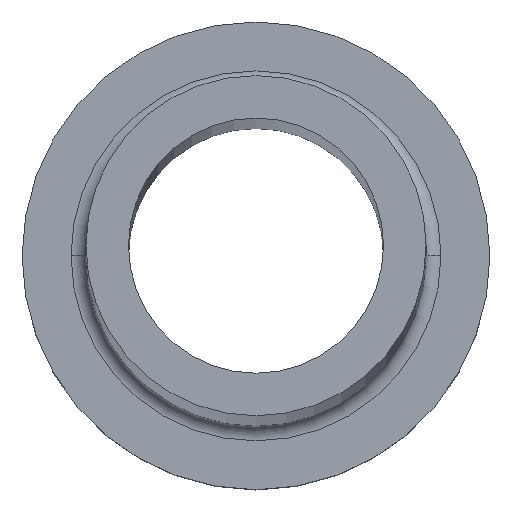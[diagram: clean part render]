
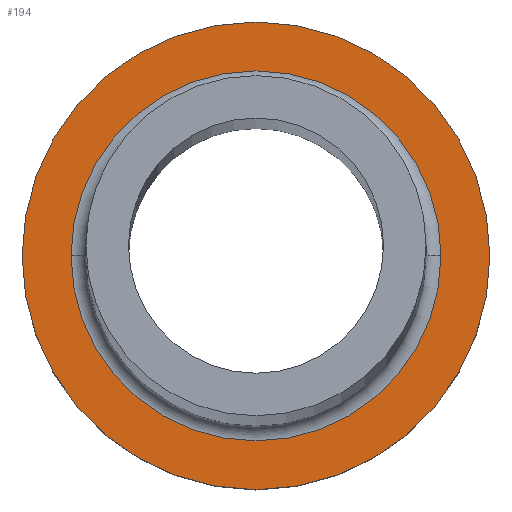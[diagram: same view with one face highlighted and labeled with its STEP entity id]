
A CAD part, top view. The second image highlights one B-rep face of the part: STEP entity #194.
In plain terms, the highlighted planar face has unit normal (0, 0, 1).
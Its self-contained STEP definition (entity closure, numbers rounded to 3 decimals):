
#3 = CARTESIAN_POINT ( 'NONE',  ( 8.7, 0., 7. ) ) ;
#12 = DIRECTION ( 'NONE',  ( 0., 0., -1. ) ) ;
#24 = AXIS2_PLACEMENT_3D ( 'NONE', #232, #12, #134 ) ;
#59 = DIRECTION ( 'NONE',  ( 1., 0., 0. ) ) ;
#73 = EDGE_LOOP ( 'NONE', ( #79, #157 ) ) ;
#79 = ORIENTED_EDGE ( 'NONE', *, *, #379, .T. ) ;
#83 = CIRCLE ( 'NONE', #181, 11. ) ;
#98 = DIRECTION ( 'NONE',  ( 1., 0., 0. ) ) ;
#104 = DIRECTION ( 'NONE',  ( 1., 0., 0. ) ) ;
#105 = VERTEX_POINT ( 'NONE', #307 ) ;
#109 = DIRECTION ( 'NONE',  ( 0., 0., 1. ) ) ;
#124 = AXIS2_PLACEMENT_3D ( 'NONE', #128, #245, #98 ) ;
#125 = FACE_BOUND ( 'NONE', #167, .T. ) ;
#128 = CARTESIAN_POINT ( 'NONE',  ( 0., 0., 7. ) ) ;
#134 = DIRECTION ( 'NONE',  ( 1., 0., 0. ) ) ;
#136 = CARTESIAN_POINT ( 'NONE',  ( 0., 0., 7. ) ) ;
#142 = CARTESIAN_POINT ( 'NONE',  ( 0., 0., 7. ) ) ;
#154 = DIRECTION ( 'NONE',  ( 0., 0., 1. ) ) ;
#157 = ORIENTED_EDGE ( 'NONE', *, *, #326, .T. ) ;
#160 = VERTEX_POINT ( 'NONE', #291 ) ;
#165 = ORIENTED_EDGE ( 'NONE', *, *, #350, .T. ) ;
#167 = EDGE_LOOP ( 'NONE', ( #165, #244 ) ) ;
#181 = AXIS2_PLACEMENT_3D ( 'NONE', #136, #277, #104 ) ;
#187 = CIRCLE ( 'NONE', #193, 11. ) ;
#193 = AXIS2_PLACEMENT_3D ( 'NONE', #142, #109, #273 ) ;
#194 = ADVANCED_FACE ( 'NONE', ( #125, #295 ), #319, .T. ) ;
#232 = CARTESIAN_POINT ( 'NONE',  ( 0., 0., 7. ) ) ;
#244 = ORIENTED_EDGE ( 'NONE', *, *, #313, .T. ) ;
#245 = DIRECTION ( 'NONE',  ( 0., 0., -1. ) ) ;
#248 = VERTEX_POINT ( 'NONE', #324 ) ;
#273 = DIRECTION ( 'NONE',  ( 1., 0., 0. ) ) ;
#274 = VERTEX_POINT ( 'NONE', #3 ) ;
#277 = DIRECTION ( 'NONE',  ( 0., 0., 1. ) ) ;
#291 = CARTESIAN_POINT ( 'NONE',  ( -11., 0., 7. ) ) ;
#295 = FACE_OUTER_BOUND ( 'NONE', #73, .T. ) ;
#307 = CARTESIAN_POINT ( 'NONE',  ( -8.7, 0., 7. ) ) ;
#309 = CIRCLE ( 'NONE', #24, 8.7 ) ;
#313 = EDGE_CURVE ( 'NONE', #105, #274, #353, .T. ) ;
#319 = PLANE ( 'NONE',  #374 ) ;
#324 = CARTESIAN_POINT ( 'NONE',  ( 11., 0., 7. ) ) ;
#326 = EDGE_CURVE ( 'NONE', #248, #160, #187, .T. ) ;
#350 = EDGE_CURVE ( 'NONE', #274, #105, #309, .T. ) ;
#353 = CIRCLE ( 'NONE', #124, 8.7 ) ;
#360 = CARTESIAN_POINT ( 'NONE',  ( 0., 0., 7. ) ) ;
#374 = AXIS2_PLACEMENT_3D ( 'NONE', #360, #154, #59 ) ;
#379 = EDGE_CURVE ( 'NONE', #160, #248, #83, .T. ) ;
